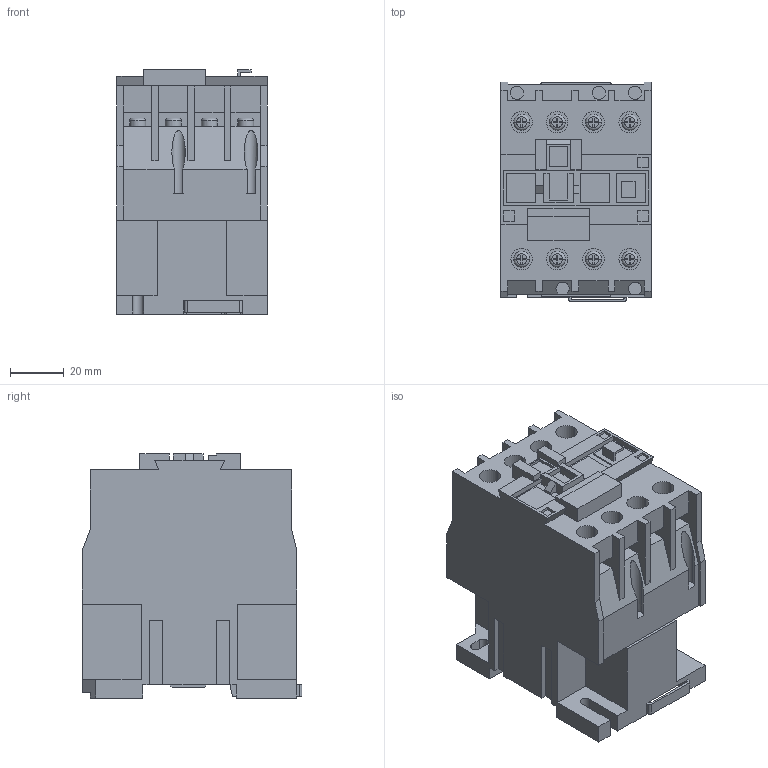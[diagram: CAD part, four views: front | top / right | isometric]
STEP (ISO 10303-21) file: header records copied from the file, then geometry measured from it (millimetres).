
FILE_DESCRIPTION (( 'STEP AP214' ), '1' );
FILE_NAME ('Êîíòàêòîð ìàëîãàáàðèòíûé ÊÌÝ 25À.STEP', '2016-12-28T20:25:16', ( '' ), ( '' ), 'SwSTEP 2.0', 'SolidWorks 2014', '' );
FILE_SCHEMA (( 'AUTOMOTIVE_DESIGN' ));
Length unit declared in the file: millimetre
Products named in the file (1): Êîíòàêòîð ìàëîãàáàðèòíûé ÊÌÝ 25À
Bounding box: 56 x 81.8 x 91 mm (x, y, z)
Volume: 294673.5 mm3; surface area: 49304.1 mm2
Topology: 3 solids, 3 shells, 535 faces, 1471 edges, 968 vertices
Faces by surface type: plane 452, cylinder 67, torus 16
Entity records: 16853 total; most frequent: CARTESIAN_POINT 3011, ORIENTED_EDGE 2942, DIRECTION 2695, EDGE_CURVE 1471, LINE 1295, VECTOR 1295, VERTEX_POINT 968, AXIS2_PLACEMENT_3D 700
